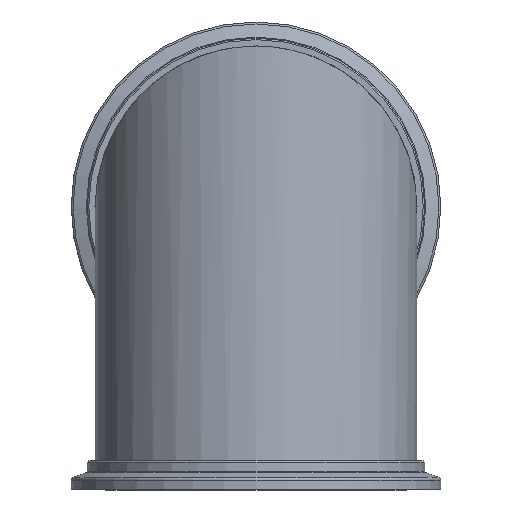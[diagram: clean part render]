
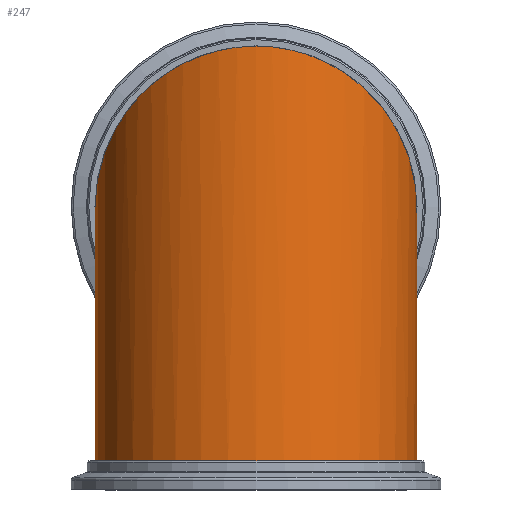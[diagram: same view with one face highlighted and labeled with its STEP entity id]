
A CAD part, left-side view. The second image highlights one B-rep face of the part: STEP entity #247.
In plain terms, the highlighted cylindrical face has radius 109.55 mm (diameter 219.1 mm), a full revolution.
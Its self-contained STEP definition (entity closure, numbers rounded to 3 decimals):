
#47=ELLIPSE('',#294,154.927,109.55);
#55=ORIENTED_EDGE('',*,*,#95,.F.);
#56=ORIENTED_EDGE('',*,*,#92,.T.);
#92=EDGE_CURVE('',#113,#113,#47,.T.);
#95=EDGE_CURVE('',#116,#116,#135,.T.);
#113=VERTEX_POINT('',#434);
#116=VERTEX_POINT('',#443);
#135=CIRCLE('',#300,109.55);
#158=EDGE_LOOP('',(#55));
#159=EDGE_LOOP('',(#56));
#200=FACE_BOUND('',#158,.T.);
#201=FACE_BOUND('',#159,.T.);
#238=CYLINDRICAL_SURFACE('',#299,109.55);
#247=ADVANCED_FACE('',(#200,#201),#238,.T.);
#294=AXIS2_PLACEMENT_3D('',#433,#343,#344);
#299=AXIS2_PLACEMENT_3D('',#441,#353,#354);
#300=AXIS2_PLACEMENT_3D('',#442,#355,#356);
#343=DIRECTION('',(-0.707,0.,-0.707));
#344=DIRECTION('',(-0.707,0.,0.707));
#353=DIRECTION('',(0.,0.,1.));
#354=DIRECTION('',(-1.,0.,0.));
#355=DIRECTION('',(0.,0.,-1.));
#356=DIRECTION('',(-1.,0.,0.));
#433=CARTESIAN_POINT('',(0.,0.,0.));
#434=CARTESIAN_POINT('',(-109.55,0.,109.55));
#441=CARTESIAN_POINT('',(0.,0.,0.));
#442=CARTESIAN_POINT('',(0.,0.,-178.));
#443=CARTESIAN_POINT('',(-109.55,0.,-178.));
